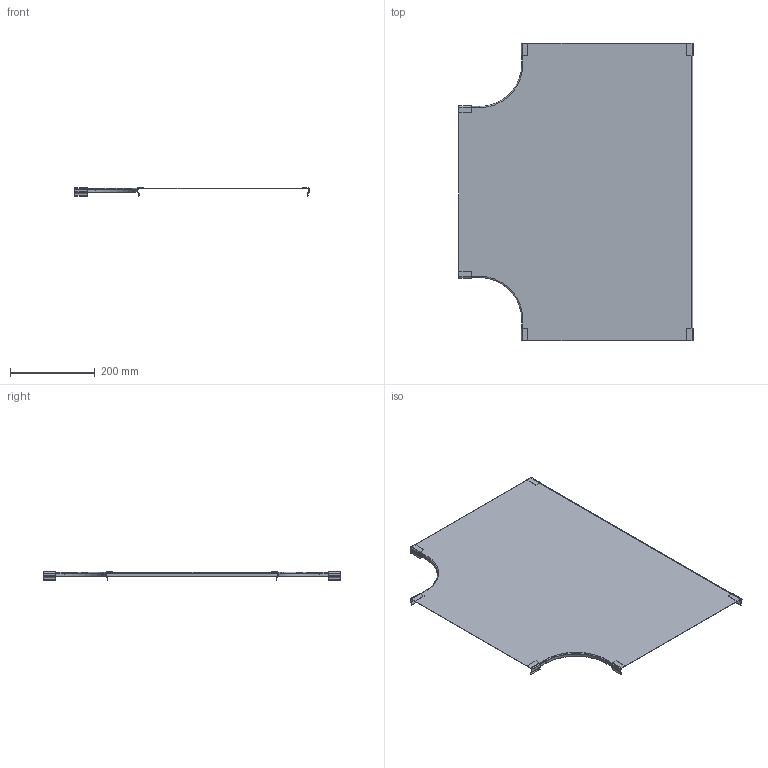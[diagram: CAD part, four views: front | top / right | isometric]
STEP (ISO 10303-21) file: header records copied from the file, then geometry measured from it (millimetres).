
FILE_DESCRIPTION(/* description */ (''),/* implementation_level */ '2;1');
FILE_NAME(/* name */ '340885.stp',/* time_stamp */ '2025-12-05T09:25:11+01:00',/* author */ ('mael.lecharpentier'),/* organization */ (''),/* preprocessor_version */ 'ST-DEVELOPER v20',/* originating_system */ 'AutoCAD Mechanical',/* authorisation */ '');
FILE_SCHEMA (('AUTOMOTIVE_DESIGN { 1 0 10303 214 3 1 1 }'));
Length unit declared in the file: millimetre
Products named in the file (1): Product
Bounding box: 553.7 x 702.5 x 19.25 mm (x, y, z)
Volume: 272646 mm3; surface area: 729832.8 mm2
Topology: 7 solids, 7 shells, 114 faces, 292 edges, 192 vertices
Faces by surface type: plane 66, cylinder 42, torus 4, cone 2
Entity records: 3488 total; most frequent: DIRECTION 614, CARTESIAN_POINT 599, ORIENTED_EDGE 584, EDGE_CURVE 292, AXIS2_PLACEMENT_3D 207, LINE 200, VECTOR 200, VERTEX_POINT 192
